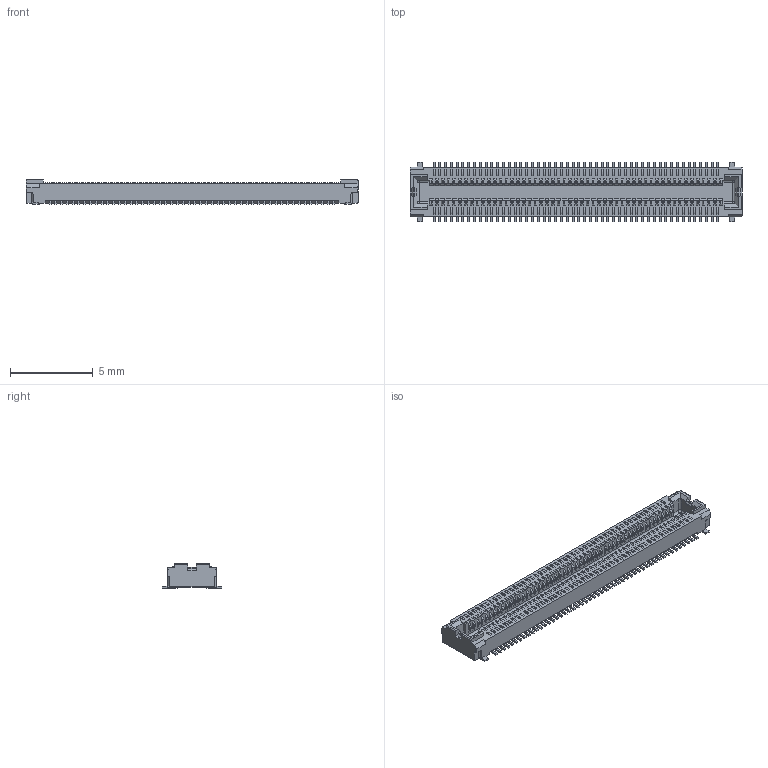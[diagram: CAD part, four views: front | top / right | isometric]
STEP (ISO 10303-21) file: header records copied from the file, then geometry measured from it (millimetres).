
FILE_DESCRIPTION (( 'STEP AP214' ), '1' );
FILE_NAME ('axt100124.stp', '2007-11-01T00:51:50', ( '' ), ( 'PanasonicCorporation' ), '', '', '' );
FILE_SCHEMA (( 'AUTOMOTIVE_DESIGN' ));
Products named in the file (1): axt100124
Bounding box: 20.05 x 3.6 x 1.45 mm (x, y, z)
Volume: 50.9 mm3; surface area: 250.2 mm2
Topology: 1 solids, 1 shells, 2880 faces, 8018 edges, 5336 vertices
Faces by surface type: plane 1834, cylinder 1042, sphere 4
Entity records: 92745 total; most frequent: CARTESIAN_POINT 16327, ORIENTED_EDGE 16028, DIRECTION 15824, EDGE_CURVE 8014, VECTOR 5918, LINE 5918, VERTEX_POINT 5336, AXIS2_PLACEMENT_3D 4953
